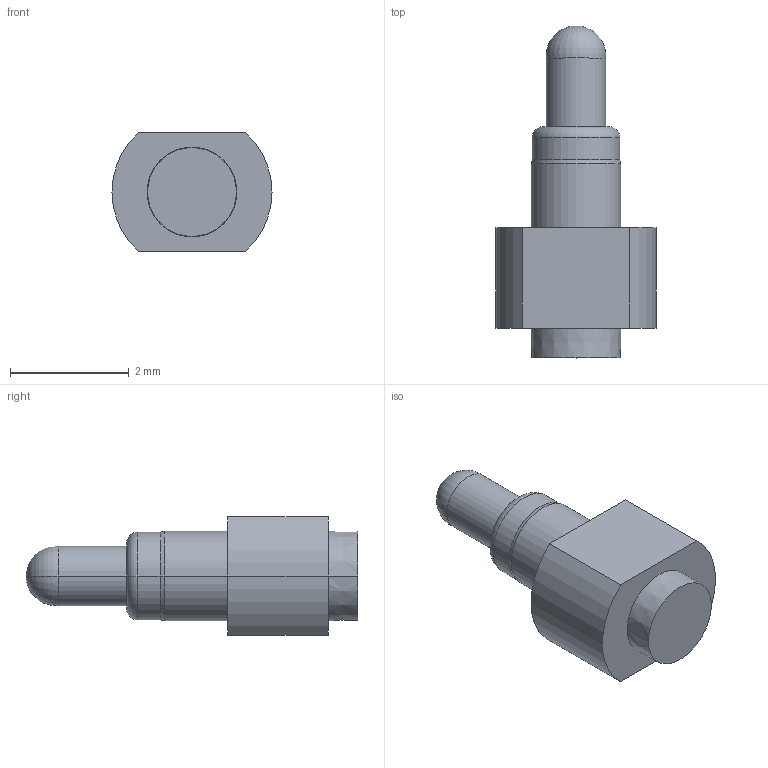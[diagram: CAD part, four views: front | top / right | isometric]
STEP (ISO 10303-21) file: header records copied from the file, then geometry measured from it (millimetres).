
FILE_DESCRIPTION (( 'STEP AP214' ), '1' );
FILE_NAME ('UEBK-13140_2017_09_05.STEP', '2017-09-05T12:21:08', ( '' ), ( '' ), 'SwSTEP 2.0', 'SolidWorks 2017', '' );
FILE_SCHEMA (( 'AUTOMOTIVE_DESIGN' ));
Length unit declared in the file: millimetre
Products named in the file (1): UEBK-13140_2017_09_05
Bounding box: 2.7 x 5.6 x 2 mm (x, y, z)
Volume: 13.3 mm3; surface area: 38 mm2
Topology: 1 solids, 1 shells, 23 faces, 49 edges, 29 vertices
Faces by surface type: cylinder 9, plane 6, cone 4, torus 4
Entity records: 647 total; most frequent: DIRECTION 123, CARTESIAN_POINT 100, ORIENTED_EDGE 94, AXIS2_PLACEMENT_3D 52, EDGE_CURVE 47, VERTEX_POINT 29, CIRCLE 28, EDGE_LOOP 26
